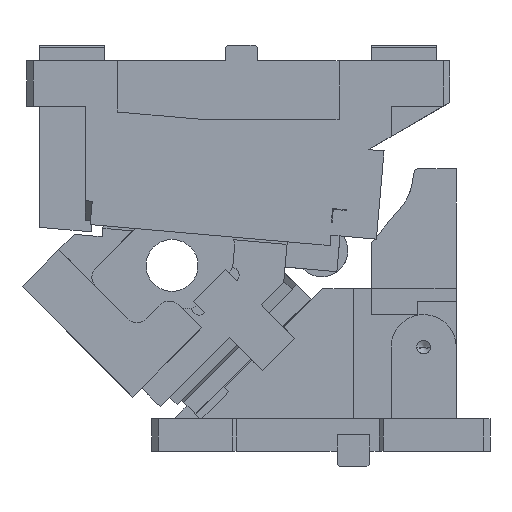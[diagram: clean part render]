
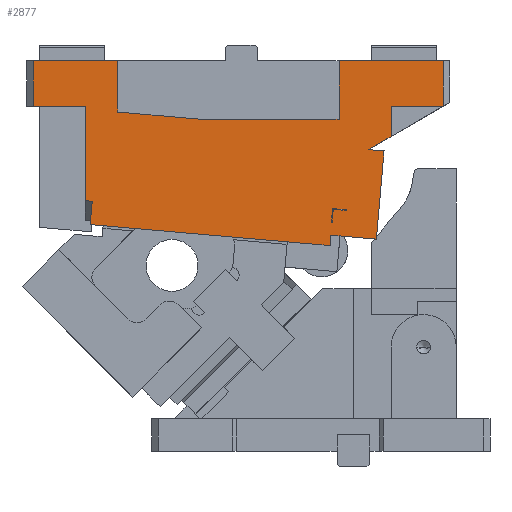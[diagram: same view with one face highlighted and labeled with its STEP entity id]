
A CAD part, left-side view. The second image highlights one B-rep face of the part: STEP entity #2877.
In plain terms, the highlighted planar face has unit normal (-1, 0, 0).
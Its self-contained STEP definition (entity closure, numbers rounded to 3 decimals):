
#876=CARTESIAN_POINT('Vertex',(53.565,1095.083,0.)) ;
#879=CARTESIAN_POINT('Line Origine',(53.565,1062.583,0.)) ;
#883=CARTESIAN_POINT('Vertex',(53.565,1030.083,0.)) ;
#2653=CARTESIAN_POINT('Vertex',(53.565,1095.083,-35.)) ;
#2656=CARTESIAN_POINT('Line Origine',(53.565,1095.083,-17.5)) ;
#2668=CARTESIAN_POINT('Axis2P3D Location',(53.565,935.938,-58.18)) ;
#2673=CARTESIAN_POINT('Line Origine',(53.565,1050.497,-116.893)) ;
#2677=CARTESIAN_POINT('Vertex',(53.565,1051.281,-125.859)) ;
#2679=CARTESIAN_POINT('Vertex',(53.565,1049.712,-107.928)) ;
#2682=CARTESIAN_POINT('Line Origine',(53.565,959.133,-133.921)) ;
#2686=CARTESIAN_POINT('Vertex',(53.565,866.985,-141.983)) ;
#2689=CARTESIAN_POINT('Line Origine',(53.565,866.636,-137.998)) ;
#2693=CARTESIAN_POINT('Vertex',(53.565,866.288,-134.013)) ;
#2696=CARTESIAN_POINT('Line Origine',(53.565,848.854,-135.539)) ;
#2700=CARTESIAN_POINT('Vertex',(53.565,831.421,-137.064)) ;
#2703=CARTESIAN_POINT('Line Origine',(53.565,828.458,-103.193)) ;
#2707=CARTESIAN_POINT('Vertex',(53.565,825.494,-69.323)) ;
#2710=CARTESIAN_POINT('Line Origine',(53.565,831.472,-68.8)) ;
#2714=CARTESIAN_POINT('Vertex',(53.565,837.449,-68.277)) ;
#2717=CARTESIAN_POINT('Line Origine',(53.565,828.766,-63.226)) ;
#2721=CARTESIAN_POINT('Vertex',(53.565,820.083,-58.176)) ;
#2724=CARTESIAN_POINT('Line Origine',(53.565,820.083,-46.588)) ;
#2728=CARTESIAN_POINT('Vertex',(53.565,820.083,-35.)) ;
#2731=CARTESIAN_POINT('Line Origine',(53.565,800.162,-35.)) ;
#2735=CARTESIAN_POINT('Vertex',(53.565,780.241,-35.)) ;
#2738=CARTESIAN_POINT('Line Origine',(53.565,780.162,-34.954)) ;
#2742=CARTESIAN_POINT('Vertex',(53.565,780.083,-34.908)) ;
#2745=CARTESIAN_POINT('Line Origine',(53.565,780.083,-17.454)) ;
#2749=CARTESIAN_POINT('Vertex',(53.565,780.083,0.)) ;
#2752=CARTESIAN_POINT('Line Origine',(53.565,820.083,0.)) ;
#2756=CARTESIAN_POINT('Vertex',(53.565,860.083,0.)) ;
#2759=CARTESIAN_POINT('Line Origine',(53.565,860.083,-22.5)) ;
#2763=CARTESIAN_POINT('Vertex',(53.565,860.083,-45.)) ;
#2766=CARTESIAN_POINT('Line Origine',(53.565,912.951,-45.)) ;
#2770=CARTESIAN_POINT('Vertex',(53.565,965.819,-45.)) ;
#2773=CARTESIAN_POINT('Line Origine',(53.565,997.951,-42.189)) ;
#2777=CARTESIAN_POINT('Vertex',(53.565,1030.083,-39.378)) ;
#2780=CARTESIAN_POINT('Line Origine',(53.565,1030.083,-19.689)) ;
#2785=CARTESIAN_POINT('Line Origine',(53.565,1075.083,-35.)) ;
#2789=CARTESIAN_POINT('Vertex',(53.565,1055.083,-35.)) ;
#2792=CARTESIAN_POINT('Line Origine',(53.565,1055.083,-71.229)) ;
#2796=CARTESIAN_POINT('Vertex',(53.565,1055.083,-107.458)) ;
#2799=CARTESIAN_POINT('Line Origine',(53.565,1052.398,-107.693)) ;
#2827=CARTESIAN_POINT('Line Origine',(53.565,865.457,-118.778)) ;
#2831=CARTESIAN_POINT('Vertex',(53.565,865.914,-124.008)) ;
#2833=CARTESIAN_POINT('Vertex',(53.565,864.999,-113.548)) ;
#2836=CARTESIAN_POINT('Line Origine',(53.565,859.769,-114.005)) ;
#2840=CARTESIAN_POINT('Vertex',(53.565,854.539,-114.463)) ;
#2843=CARTESIAN_POINT('Line Origine',(53.565,854.561,-114.712)) ;
#2847=CARTESIAN_POINT('Vertex',(53.565,854.583,-114.961)) ;
#2850=CARTESIAN_POINT('Line Origine',(53.565,859.564,-114.525)) ;
#2854=CARTESIAN_POINT('Vertex',(53.565,864.545,-114.089)) ;
#2857=CARTESIAN_POINT('Line Origine',(53.565,864.981,-119.07)) ;
#2861=CARTESIAN_POINT('Vertex',(53.565,865.416,-124.051)) ;
#2864=CARTESIAN_POINT('Line Origine',(53.565,865.665,-124.03)) ;
#880=DIRECTION('Vector Direction',(0.,1.,0.)) ;
#2657=DIRECTION('Vector Direction',(0.,0.,1.)) ;
#2669=DIRECTION('Axis2P3D Direction',(1.,0.,0.)) ;
#2670=DIRECTION('Axis2P3D XDirection',(0.,1.,0.)) ;
#2674=DIRECTION('Vector Direction',(0.,-0.087,0.996)) ;
#2683=DIRECTION('Vector Direction',(0.,-0.996,-0.087)) ;
#2690=DIRECTION('Vector Direction',(0.,0.087,-0.996)) ;
#2697=DIRECTION('Vector Direction',(0.,-0.996,-0.087)) ;
#2704=DIRECTION('Vector Direction',(0.,-0.087,0.996)) ;
#2711=DIRECTION('Vector Direction',(0.,0.996,0.087)) ;
#2718=DIRECTION('Vector Direction',(0.,0.864,-0.503)) ;
#2725=DIRECTION('Vector Direction',(0.,0.,1.)) ;
#2732=DIRECTION('Vector Direction',(0.,-1.,0.)) ;
#2739=DIRECTION('Vector Direction',(0.,0.864,-0.503)) ;
#2746=DIRECTION('Vector Direction',(0.,0.,-1.)) ;
#2753=DIRECTION('Vector Direction',(0.,-1.,0.)) ;
#2760=DIRECTION('Vector Direction',(0.,0.,-1.)) ;
#2767=DIRECTION('Vector Direction',(0.,1.,0.)) ;
#2774=DIRECTION('Vector Direction',(0.,-0.996,-0.087)) ;
#2781=DIRECTION('Vector Direction',(0.,0.,-1.)) ;
#2786=DIRECTION('Vector Direction',(0.,-1.,0.)) ;
#2793=DIRECTION('Vector Direction',(0.,0.,-1.)) ;
#2800=DIRECTION('Vector Direction',(0.,-0.996,-0.087)) ;
#2828=DIRECTION('Vector Direction',(0.,-0.087,0.996)) ;
#2837=DIRECTION('Vector Direction',(0.,-0.996,-0.087)) ;
#2844=DIRECTION('Vector Direction',(0.,0.087,-0.996)) ;
#2851=DIRECTION('Vector Direction',(0.,-0.996,-0.087)) ;
#2858=DIRECTION('Vector Direction',(0.,-0.087,0.996)) ;
#2865=DIRECTION('Vector Direction',(0.,0.996,0.087)) ;
#2671=AXIS2_PLACEMENT_3D('Plane Axis2P3D',#2668,#2669,#2670) ;
#2805=ORIENTED_EDGE('',*,*,#2681,.F.) ;
#2806=ORIENTED_EDGE('',*,*,#2688,.T.) ;
#2807=ORIENTED_EDGE('',*,*,#2695,.T.) ;
#2808=ORIENTED_EDGE('',*,*,#2702,.T.) ;
#2809=ORIENTED_EDGE('',*,*,#2709,.T.) ;
#2810=ORIENTED_EDGE('',*,*,#2716,.T.) ;
#2811=ORIENTED_EDGE('',*,*,#2723,.F.) ;
#2812=ORIENTED_EDGE('',*,*,#2730,.T.) ;
#2813=ORIENTED_EDGE('',*,*,#2737,.T.) ;
#2814=ORIENTED_EDGE('',*,*,#2744,.F.) ;
#2815=ORIENTED_EDGE('',*,*,#2751,.F.) ;
#2816=ORIENTED_EDGE('',*,*,#2758,.F.) ;
#2817=ORIENTED_EDGE('',*,*,#2765,.T.) ;
#2818=ORIENTED_EDGE('',*,*,#2772,.T.) ;
#2819=ORIENTED_EDGE('',*,*,#2779,.F.) ;
#2820=ORIENTED_EDGE('',*,*,#2784,.F.) ;
#2821=ORIENTED_EDGE('',*,*,#885,.T.) ;
#2822=ORIENTED_EDGE('',*,*,#2660,.F.) ;
#2823=ORIENTED_EDGE('',*,*,#2791,.T.) ;
#2824=ORIENTED_EDGE('',*,*,#2798,.T.) ;
#2825=ORIENTED_EDGE('',*,*,#2803,.T.) ;
#2870=ORIENTED_EDGE('',*,*,#2835,.T.) ;
#2871=ORIENTED_EDGE('',*,*,#2842,.T.) ;
#2872=ORIENTED_EDGE('',*,*,#2849,.T.) ;
#2873=ORIENTED_EDGE('',*,*,#2856,.F.) ;
#2874=ORIENTED_EDGE('',*,*,#2863,.F.) ;
#2875=ORIENTED_EDGE('',*,*,#2868,.T.) ;
#2876=FACE_BOUND('',#2869,.T.) ;
#881=VECTOR('Line Direction',#880,1.) ;
#2658=VECTOR('Line Direction',#2657,1.) ;
#2675=VECTOR('Line Direction',#2674,1.) ;
#2684=VECTOR('Line Direction',#2683,1.) ;
#2691=VECTOR('Line Direction',#2690,1.) ;
#2698=VECTOR('Line Direction',#2697,1.) ;
#2705=VECTOR('Line Direction',#2704,1.) ;
#2712=VECTOR('Line Direction',#2711,1.) ;
#2719=VECTOR('Line Direction',#2718,1.) ;
#2726=VECTOR('Line Direction',#2725,1.) ;
#2733=VECTOR('Line Direction',#2732,1.) ;
#2740=VECTOR('Line Direction',#2739,1.) ;
#2747=VECTOR('Line Direction',#2746,1.) ;
#2754=VECTOR('Line Direction',#2753,1.) ;
#2761=VECTOR('Line Direction',#2760,1.) ;
#2768=VECTOR('Line Direction',#2767,1.) ;
#2775=VECTOR('Line Direction',#2774,1.) ;
#2782=VECTOR('Line Direction',#2781,1.) ;
#2787=VECTOR('Line Direction',#2786,1.) ;
#2794=VECTOR('Line Direction',#2793,1.) ;
#2801=VECTOR('Line Direction',#2800,1.) ;
#2829=VECTOR('Line Direction',#2828,1.) ;
#2838=VECTOR('Line Direction',#2837,1.) ;
#2845=VECTOR('Line Direction',#2844,1.) ;
#2852=VECTOR('Line Direction',#2851,1.) ;
#2859=VECTOR('Line Direction',#2858,1.) ;
#2866=VECTOR('Line Direction',#2865,1.) ;
#2877=ADVANCED_FACE('CAM HOLDER',(#2826,#2876),#2672,.F.) ;
#885=EDGE_CURVE('',#884,#877,#882,.T.) ;
#2660=EDGE_CURVE('',#2654,#877,#2659,.T.) ;
#2681=EDGE_CURVE('',#2678,#2680,#2676,.T.) ;
#2688=EDGE_CURVE('',#2678,#2687,#2685,.T.) ;
#2695=EDGE_CURVE('',#2687,#2694,#2692,.F.) ;
#2702=EDGE_CURVE('',#2694,#2701,#2699,.T.) ;
#2709=EDGE_CURVE('',#2701,#2708,#2706,.T.) ;
#2716=EDGE_CURVE('',#2708,#2715,#2713,.T.) ;
#2723=EDGE_CURVE('',#2722,#2715,#2720,.T.) ;
#2730=EDGE_CURVE('',#2722,#2729,#2727,.T.) ;
#2737=EDGE_CURVE('',#2729,#2736,#2734,.T.) ;
#2744=EDGE_CURVE('',#2743,#2736,#2741,.T.) ;
#2751=EDGE_CURVE('',#2750,#2743,#2748,.T.) ;
#2758=EDGE_CURVE('',#2757,#2750,#2755,.T.) ;
#2765=EDGE_CURVE('',#2757,#2764,#2762,.T.) ;
#2772=EDGE_CURVE('',#2764,#2771,#2769,.T.) ;
#2779=EDGE_CURVE('',#2778,#2771,#2776,.T.) ;
#2784=EDGE_CURVE('',#884,#2778,#2783,.T.) ;
#2791=EDGE_CURVE('',#2654,#2790,#2788,.T.) ;
#2798=EDGE_CURVE('',#2790,#2797,#2795,.T.) ;
#2803=EDGE_CURVE('',#2797,#2680,#2802,.T.) ;
#2835=EDGE_CURVE('',#2832,#2834,#2830,.T.) ;
#2842=EDGE_CURVE('',#2834,#2841,#2839,.T.) ;
#2849=EDGE_CURVE('',#2841,#2848,#2846,.T.) ;
#2856=EDGE_CURVE('',#2855,#2848,#2853,.T.) ;
#2863=EDGE_CURVE('',#2862,#2855,#2860,.T.) ;
#2868=EDGE_CURVE('',#2862,#2832,#2867,.T.) ;
#2804=EDGE_LOOP('',(#2805,#2806,#2807,#2808,#2809,#2810,#2811,#2812,#2813,#2814,#2815,#2816,#2817,#2818,#2819,#2820,#2821,#2822,#2823,#2824,#2825)) ;
#2869=EDGE_LOOP('',(#2870,#2871,#2872,#2873,#2874,#2875)) ;
#2826=FACE_OUTER_BOUND('',#2804,.T.) ;
#882=LINE('Line',#879,#881) ;
#2659=LINE('Line',#2656,#2658) ;
#2676=LINE('Line',#2673,#2675) ;
#2685=LINE('Line',#2682,#2684) ;
#2692=LINE('Line',#2689,#2691) ;
#2699=LINE('Line',#2696,#2698) ;
#2706=LINE('Line',#2703,#2705) ;
#2713=LINE('Line',#2710,#2712) ;
#2720=LINE('Line',#2717,#2719) ;
#2727=LINE('Line',#2724,#2726) ;
#2734=LINE('Line',#2731,#2733) ;
#2741=LINE('Line',#2738,#2740) ;
#2748=LINE('Line',#2745,#2747) ;
#2755=LINE('Line',#2752,#2754) ;
#2762=LINE('Line',#2759,#2761) ;
#2769=LINE('Line',#2766,#2768) ;
#2776=LINE('Line',#2773,#2775) ;
#2783=LINE('Line',#2780,#2782) ;
#2788=LINE('Line',#2785,#2787) ;
#2795=LINE('Line',#2792,#2794) ;
#2802=LINE('Line',#2799,#2801) ;
#2830=LINE('Line',#2827,#2829) ;
#2839=LINE('Line',#2836,#2838) ;
#2846=LINE('Line',#2843,#2845) ;
#2853=LINE('Line',#2850,#2852) ;
#2860=LINE('Line',#2857,#2859) ;
#2867=LINE('Line',#2864,#2866) ;
#2672=PLANE('Plane',#2671) ;
#877=VERTEX_POINT('',#876) ;
#884=VERTEX_POINT('',#883) ;
#2654=VERTEX_POINT('',#2653) ;
#2678=VERTEX_POINT('',#2677) ;
#2680=VERTEX_POINT('',#2679) ;
#2687=VERTEX_POINT('',#2686) ;
#2694=VERTEX_POINT('',#2693) ;
#2701=VERTEX_POINT('',#2700) ;
#2708=VERTEX_POINT('',#2707) ;
#2715=VERTEX_POINT('',#2714) ;
#2722=VERTEX_POINT('',#2721) ;
#2729=VERTEX_POINT('',#2728) ;
#2736=VERTEX_POINT('',#2735) ;
#2743=VERTEX_POINT('',#2742) ;
#2750=VERTEX_POINT('',#2749) ;
#2757=VERTEX_POINT('',#2756) ;
#2764=VERTEX_POINT('',#2763) ;
#2771=VERTEX_POINT('',#2770) ;
#2778=VERTEX_POINT('',#2777) ;
#2790=VERTEX_POINT('',#2789) ;
#2797=VERTEX_POINT('',#2796) ;
#2832=VERTEX_POINT('',#2831) ;
#2834=VERTEX_POINT('',#2833) ;
#2841=VERTEX_POINT('',#2840) ;
#2848=VERTEX_POINT('',#2847) ;
#2855=VERTEX_POINT('',#2854) ;
#2862=VERTEX_POINT('',#2861) ;
